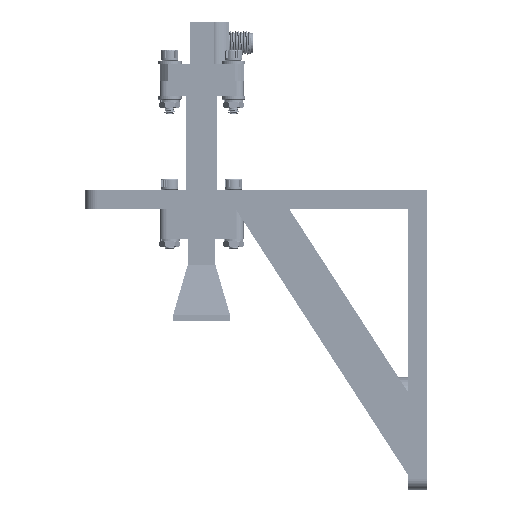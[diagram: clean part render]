
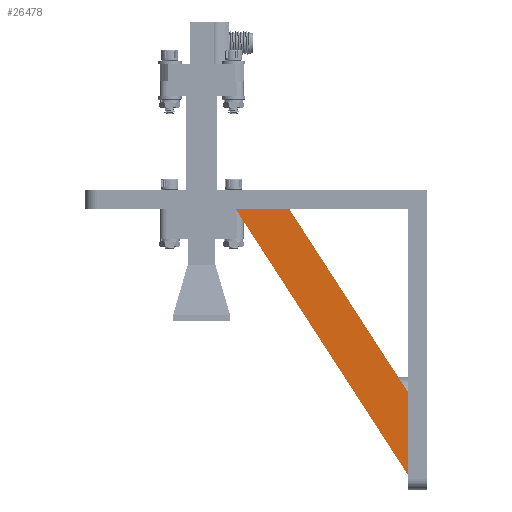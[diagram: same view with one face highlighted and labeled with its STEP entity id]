
A CAD part, left-side view. The second image highlights one B-rep face of the part: STEP entity #26478.
In plain terms, the highlighted planar face has unit normal (-1, 0, 0).
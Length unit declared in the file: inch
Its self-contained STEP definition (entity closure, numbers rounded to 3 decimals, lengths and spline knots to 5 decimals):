
#233 = LINE ( 'NONE', #17929, #54660 ) ;
#6086 = CARTESIAN_POINT ( 'NONE',  ( -1.22047, 0.19685, -2.12205 ) ) ;
#8104 = EDGE_CURVE ( 'NONE', #46038, #32918, #24619, .T. ) ;
#8132 = LINE ( 'NONE', #29642, #35880 ) ;
#10595 = PLANE ( 'NONE',  #32167 ) ;
#11903 = EDGE_LOOP ( 'NONE', ( #57856, #28691, #45045, #36598 ) ) ;
#15574 = CARTESIAN_POINT ( 'NONE',  ( -1.22047, 0.19685, -2.12205 ) ) ;
#16088 = CARTESIAN_POINT ( 'NONE',  ( -1.22047, 0.19685, -2.99056 ) ) ;
#16845 = CARTESIAN_POINT ( 'NONE',  ( -1.22047, 1.44488, -0.19685 ) ) ;
#17929 = CARTESIAN_POINT ( 'NONE',  ( -1.22047, 2.00791, -0.19685 ) ) ;
#20781 = CARTESIAN_POINT ( 'NONE',  ( -1.22047, 0.19685, -2.99056 ) ) ;
#20840 = DIRECTION ( 'NONE',  ( 0., -0.544, -0.839 ) ) ;
#23772 = DIRECTION ( 'NONE',  ( 0., 0., -1. ) ) ;
#24130 = DIRECTION ( 'NONE',  ( 0., 0., -1. ) ) ;
#24619 = LINE ( 'NONE', #16088, #39260 ) ;
#25273 = LINE ( 'NONE', #15574, #31629 ) ;
#25792 = CARTESIAN_POINT ( 'NONE',  ( -1.22047, 2.00791, -0.19685 ) ) ;
#26478 = ADVANCED_FACE ( 'NONE', ( #55318 ), #10595, .F. ) ;
#28544 = CARTESIAN_POINT ( 'NONE',  ( -1.22047, 0., 0. ) ) ;
#28691 = ORIENTED_EDGE ( 'NONE', *, *, #31553, .F. ) ;
#29642 = CARTESIAN_POINT ( 'NONE',  ( -1.22047, 1.44488, -0.19685 ) ) ;
#31553 = EDGE_CURVE ( 'NONE', #49620, #46038, #25273, .T. ) ;
#31629 = VECTOR ( 'NONE', #20840, 39.37008 ) ;
#32167 = AXIS2_PLACEMENT_3D ( 'NONE', #28544, #33238, #24130 ) ;
#32344 = DIRECTION ( 'NONE',  ( 0., 0.544, 0.839 ) ) ;
#32918 = VERTEX_POINT ( 'NONE', #20781 ) ;
#33238 = DIRECTION ( 'NONE',  ( 1., 0., 0. ) ) ;
#35880 = VECTOR ( 'NONE', #47332, 39.37008 ) ;
#36598 = ORIENTED_EDGE ( 'NONE', *, *, #50221, .F. ) ;
#39260 = VECTOR ( 'NONE', #23772, 39.37008 ) ;
#45045 = ORIENTED_EDGE ( 'NONE', *, *, #50443, .F. ) ;
#46038 = VERTEX_POINT ( 'NONE', #6086 ) ;
#47332 = DIRECTION ( 'NONE',  ( 0., -1., 0. ) ) ;
#49620 = VERTEX_POINT ( 'NONE', #16845 ) ;
#50221 = EDGE_CURVE ( 'NONE', #32918, #54973, #233, .T. ) ;
#50443 = EDGE_CURVE ( 'NONE', #54973, #49620, #8132, .T. ) ;
#54660 = VECTOR ( 'NONE', #32344, 39.37008 ) ;
#54973 = VERTEX_POINT ( 'NONE', #25792 ) ;
#55318 = FACE_OUTER_BOUND ( 'NONE', #11903, .T. ) ;
#57856 = ORIENTED_EDGE ( 'NONE', *, *, #8104, .F. ) ;
